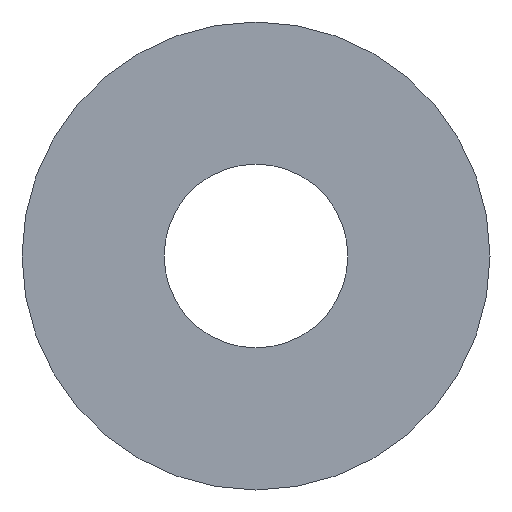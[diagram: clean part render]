
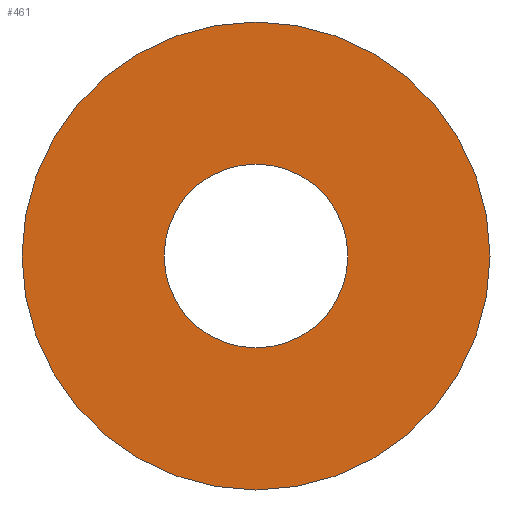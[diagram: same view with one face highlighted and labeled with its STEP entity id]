
A CAD part, left-side view. The second image highlights one B-rep face of the part: STEP entity #461.
In plain terms, the highlighted planar face has unit normal (-1, 0, 0).
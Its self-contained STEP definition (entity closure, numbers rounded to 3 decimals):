
#43 = DIRECTION ( 'NONE',  ( -1., 0., 0. ) ) ;
#44 = ORIENTED_EDGE ( 'NONE', *, *, #581, .T. ) ;
#45 = CIRCLE ( 'NONE', #756, 28. ) ;
#60 = CARTESIAN_POINT ( 'NONE',  ( -3.5, 0., 0. ) ) ;
#65 = ORIENTED_EDGE ( 'NONE', *, *, #527, .T. ) ;
#69 = ORIENTED_EDGE ( 'NONE', *, *, #727, .T. ) ;
#85 = CARTESIAN_POINT ( 'NONE',  ( -3.5, 0., 28. ) ) ;
#112 = CIRCLE ( 'NONE', #708, 28. ) ;
#116 = AXIS2_PLACEMENT_3D ( 'NONE', #313, #437, #499 ) ;
#117 = DIRECTION ( 'NONE',  ( -1., 0., 0. ) ) ;
#133 = EDGE_LOOP ( 'NONE', ( #69, #44 ) ) ;
#167 = VERTEX_POINT ( 'NONE', #685 ) ;
#178 = DIRECTION ( 'NONE',  ( 0., 0., 1. ) ) ;
#188 = DIRECTION ( 'NONE',  ( 1., 0., 0. ) ) ;
#203 = VERTEX_POINT ( 'NONE', #85 ) ;
#244 = CARTESIAN_POINT ( 'NONE',  ( -3.5, 0., 11. ) ) ;
#313 = CARTESIAN_POINT ( 'NONE',  ( -3.5, 0., 0. ) ) ;
#357 = CARTESIAN_POINT ( 'NONE',  ( -3.5, 0., 0. ) ) ;
#366 = EDGE_LOOP ( 'NONE', ( #602, #65 ) ) ;
#371 = CARTESIAN_POINT ( 'NONE',  ( -3.5, 0., 0. ) ) ;
#387 = DIRECTION ( 'NONE',  ( -1., 0., 0. ) ) ;
#437 = DIRECTION ( 'NONE',  ( 1., 0., 0. ) ) ;
#438 = AXIS2_PLACEMENT_3D ( 'NONE', #357, #43, #178 ) ;
#454 = VERTEX_POINT ( 'NONE', #541 ) ;
#461 = ADVANCED_FACE ( 'NONE', ( #738, #712 ), #548, .T. ) ;
#496 = DIRECTION ( 'NONE',  ( 0., 0., 1. ) ) ;
#499 = DIRECTION ( 'NONE',  ( 0., 0., -1. ) ) ;
#505 = CARTESIAN_POINT ( 'NONE',  ( -3.5, 0., 0. ) ) ;
#524 = VERTEX_POINT ( 'NONE', #244 ) ;
#527 = EDGE_CURVE ( 'NONE', #524, #167, #766, .T. ) ;
#538 = EDGE_CURVE ( 'NONE', #167, #524, #600, .T. ) ;
#541 = CARTESIAN_POINT ( 'NONE',  ( -3.5, 0., -28. ) ) ;
#548 = PLANE ( 'NONE',  #438 ) ;
#564 = DIRECTION ( 'NONE',  ( 0., 0., -1. ) ) ;
#581 = EDGE_CURVE ( 'NONE', #454, #203, #112, .T. ) ;
#600 = CIRCLE ( 'NONE', #116, 11. ) ;
#602 = ORIENTED_EDGE ( 'NONE', *, *, #538, .T. ) ;
#625 = AXIS2_PLACEMENT_3D ( 'NONE', #371, #188, #564 ) ;
#685 = CARTESIAN_POINT ( 'NONE',  ( -3.5, 0., -11. ) ) ;
#708 = AXIS2_PLACEMENT_3D ( 'NONE', #60, #117, #496 ) ;
#712 = FACE_OUTER_BOUND ( 'NONE', #133, .T. ) ;
#727 = EDGE_CURVE ( 'NONE', #203, #454, #45, .T. ) ;
#738 = FACE_BOUND ( 'NONE', #366, .T. ) ;
#746 = DIRECTION ( 'NONE',  ( 0., 0., 1. ) ) ;
#756 = AXIS2_PLACEMENT_3D ( 'NONE', #505, #387, #746 ) ;
#766 = CIRCLE ( 'NONE', #625, 11. ) ;
